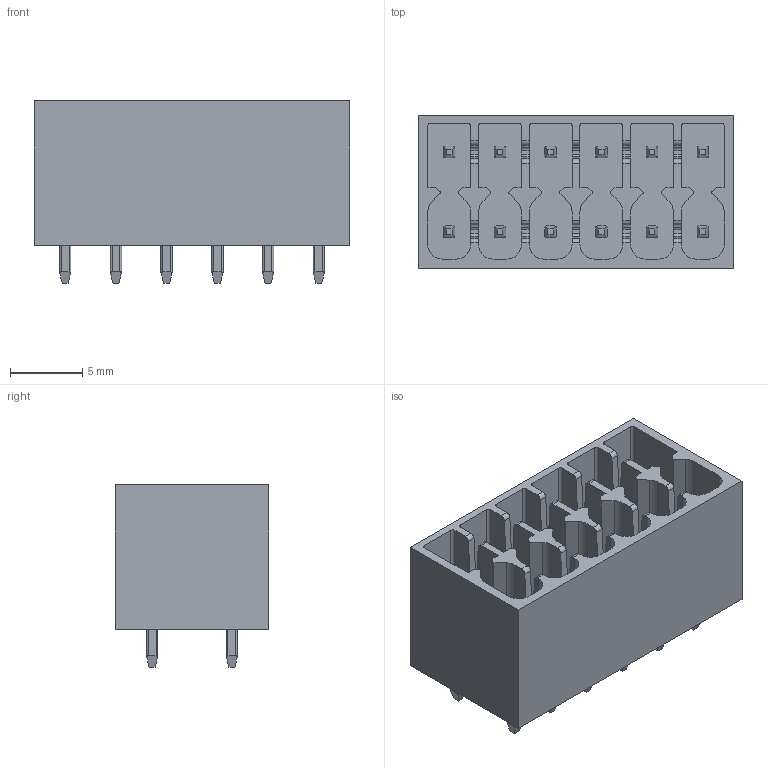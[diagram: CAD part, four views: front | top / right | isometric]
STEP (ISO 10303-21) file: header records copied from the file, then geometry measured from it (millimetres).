
FILE_DESCRIPTION((''),'2;1');
FILE_NAME('44444','2024-09-11T13:42:28',('tluser'),(''),'CREO PARAMETRIC BY PTC INC, 2018100','CREO PARAMETRIC BY PTC INC, 2018100','');
FILE_SCHEMA(('CONFIG_CONTROL_DESIGN'));
Length unit declared in the file: millimetre
Products named in the file (1): 44444
Bounding box: 21.8 x 10.6 x 12.6 mm (x, y, z)
Volume: 1481.8 mm3; surface area: 2129.9 mm2
Topology: 1 solids, 1 shells, 519 faces, 1476 edges, 984 vertices
Faces by surface type: plane 335, cylinder 184
Entity records: 17168 total; most frequent: CARTESIAN_POINT 3711, ORIENTED_EDGE 2952, DIRECTION 2594, EDGE_CURVE 1476, VECTOR 1012, LINE 1012, VERTEX_POINT 984, AXIS2_PLACEMENT_3D 791
